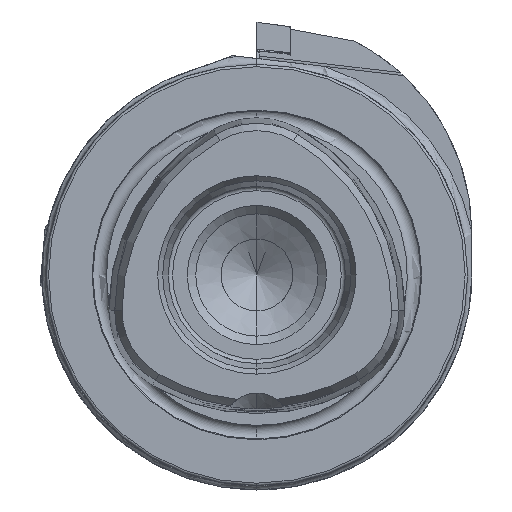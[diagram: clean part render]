
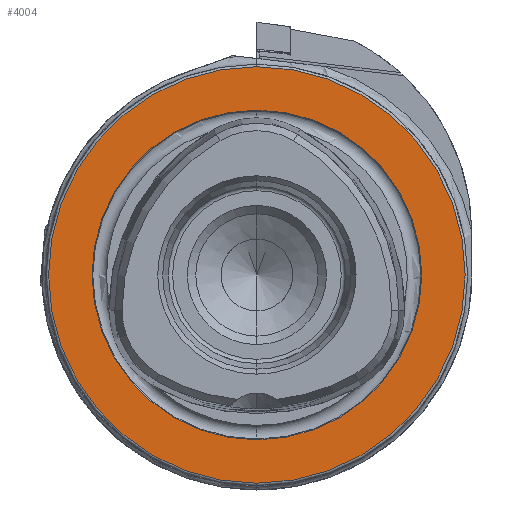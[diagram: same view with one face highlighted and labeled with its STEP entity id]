
A CAD part, left-side view. The second image highlights one B-rep face of the part: STEP entity #4004.
In plain terms, the highlighted planar face has unit normal (-1, 0, 0).
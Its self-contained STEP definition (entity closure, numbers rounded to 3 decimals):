
#418 = AXIS2_PLACEMENT_3D ( 'NONE', #7840, #5809, #9959 ) ;
#550 = ORIENTED_EDGE ( 'NONE', *, *, #12352, .T. ) ;
#653 = DIRECTION ( 'NONE',  ( -1., 0., 0. ) ) ;
#671 = DIRECTION ( 'NONE',  ( 1., 0., 0. ) ) ;
#702 = CARTESIAN_POINT ( 'NONE',  ( 0., 0., 0. ) ) ;
#900 = ORIENTED_EDGE ( 'NONE', *, *, #9613, .F. ) ;
#1330 = DIRECTION ( 'NONE',  ( 0., 0., 1. ) ) ;
#1376 = VERTEX_POINT ( 'NONE', #9769 ) ;
#2311 = VERTEX_POINT ( 'NONE', #10840 ) ;
#2339 = DIRECTION ( 'NONE',  ( -1., 0., 0. ) ) ;
#2487 = AXIS2_PLACEMENT_3D ( 'NONE', #4372, #2339, #1330 ) ;
#2723 = DIRECTION ( 'NONE',  ( 0., 0., 1. ) ) ;
#3312 = ORIENTED_EDGE ( 'NONE', *, *, #4923, .F. ) ;
#4004 = ADVANCED_FACE ( 'NONE', ( #9900, #8156 ), #12475, .F. ) ;
#4372 = CARTESIAN_POINT ( 'NONE',  ( 0., 0., 0. ) ) ;
#4826 = CARTESIAN_POINT ( 'NONE',  ( 0., 0., 0. ) ) ;
#4923 = EDGE_CURVE ( 'NONE', #9988, #1376, #11898, .T. ) ;
#5809 = DIRECTION ( 'NONE',  ( -1., 0., 0. ) ) ;
#5884 = CARTESIAN_POINT ( 'NONE',  ( 0., 0., -24.7 ) ) ;
#6923 = VERTEX_POINT ( 'NONE', #5884 ) ;
#7707 = DIRECTION ( 'NONE',  ( -1., 0., 0. ) ) ;
#7840 = CARTESIAN_POINT ( 'NONE',  ( 0., 0., 0. ) ) ;
#8156 = FACE_OUTER_BOUND ( 'NONE', #12306, .T. ) ;
#9136 = AXIS2_PLACEMENT_3D ( 'NONE', #4826, #7707, #2723 ) ;
#9324 = EDGE_LOOP ( 'NONE', ( #3312, #900 ) ) ;
#9613 = EDGE_CURVE ( 'NONE', #1376, #9988, #11329, .T. ) ;
#9769 = CARTESIAN_POINT ( 'NONE',  ( 0., 0., -19.55 ) ) ;
#9900 = FACE_BOUND ( 'NONE', #9324, .T. ) ;
#9959 = DIRECTION ( 'NONE',  ( 0., 0., 1. ) ) ;
#9988 = VERTEX_POINT ( 'NONE', #11963 ) ;
#10407 = AXIS2_PLACEMENT_3D ( 'NONE', #11661, #671, #11614 ) ;
#10840 = CARTESIAN_POINT ( 'NONE',  ( 0., 0., 24.7 ) ) ;
#11329 = CIRCLE ( 'NONE', #2487, 19.55 ) ;
#11614 = DIRECTION ( 'NONE',  ( 0., 0., -1. ) ) ;
#11648 = CIRCLE ( 'NONE', #418, 24.7 ) ;
#11661 = CARTESIAN_POINT ( 'NONE',  ( 0., 0., -19.55 ) ) ;
#11662 = CIRCLE ( 'NONE', #13033, 24.7 ) ;
#11779 = DIRECTION ( 'NONE',  ( 0., 0., 1. ) ) ;
#11898 = CIRCLE ( 'NONE', #9136, 19.55 ) ;
#11963 = CARTESIAN_POINT ( 'NONE',  ( 0., 0., 19.55 ) ) ;
#12094 = EDGE_CURVE ( 'NONE', #2311, #6923, #11662, .T. ) ;
#12202 = ORIENTED_EDGE ( 'NONE', *, *, #12094, .T. ) ;
#12306 = EDGE_LOOP ( 'NONE', ( #12202, #550 ) ) ;
#12352 = EDGE_CURVE ( 'NONE', #6923, #2311, #11648, .T. ) ;
#12475 = PLANE ( 'NONE',  #10407 ) ;
#13033 = AXIS2_PLACEMENT_3D ( 'NONE', #702, #653, #11779 ) ;
